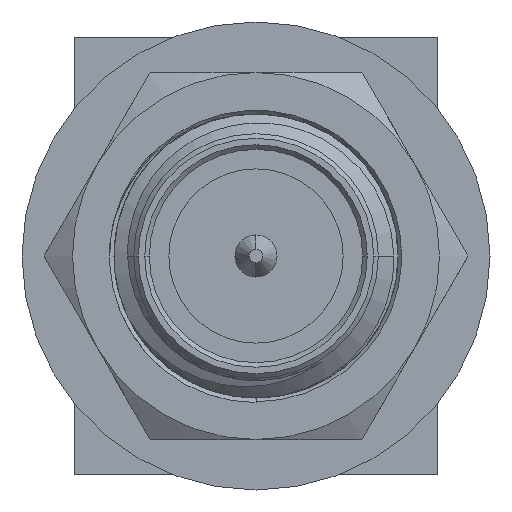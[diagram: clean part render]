
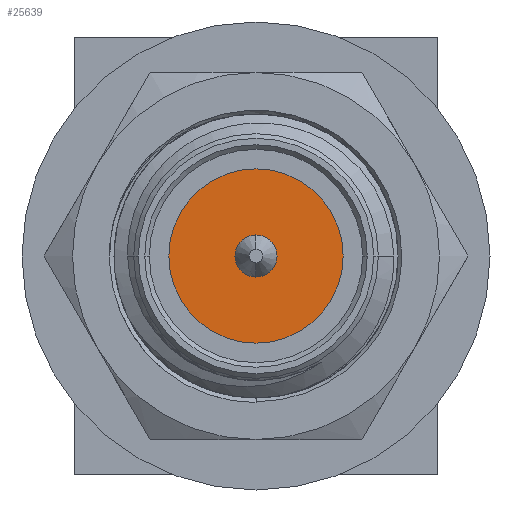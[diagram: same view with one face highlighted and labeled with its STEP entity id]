
A CAD part, left-side view. The second image highlights one B-rep face of the part: STEP entity #25639.
In plain terms, the highlighted planar face has unit normal (-1, 0, 0).
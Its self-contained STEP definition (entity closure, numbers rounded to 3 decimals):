
#25488 = CYLINDRICAL_SURFACE('',#25489,1.9);
#25489 = AXIS2_PLACEMENT_3D('',#25490,#25491,#25492);
#25490 = CARTESIAN_POINT('',(0.635,0.,0.));
#25491 = DIRECTION('',(-1.,0.,0.));
#25492 = DIRECTION('',(0.,1.,0.));
#25515 = CYLINDRICAL_SURFACE('',#25516,1.9);
#25516 = AXIS2_PLACEMENT_3D('',#25517,#25518,#25519);
#25517 = CARTESIAN_POINT('',(0.635,0.,0.));
#25518 = DIRECTION('',(-1.,0.,0.));
#25519 = DIRECTION('',(0.,1.,0.));
#25531 = VERTEX_POINT('',#25532);
#25532 = CARTESIAN_POINT('',(-10.67,1.9,0.));
#25555 = VERTEX_POINT('',#25556);
#25556 = CARTESIAN_POINT('',(-10.67,-1.9,0.));
#25577 = EDGE_CURVE('',#25555,#25531,#25578,.T.);
#25578 = SURFACE_CURVE('',#25579,(#25584,#25591),.PCURVE_S1.);
#25579 = CIRCLE('',#25580,1.9);
#25580 = AXIS2_PLACEMENT_3D('',#25581,#25582,#25583);
#25581 = CARTESIAN_POINT('',(-10.67,0.,0.));
#25582 = DIRECTION('',(-1.,0.,0.));
#25583 = DIRECTION('',(0.,-1.,0.));
#25584 = PCURVE('',#25488,#25585);
#25585 = DEFINITIONAL_REPRESENTATION('',(#25586),#25590);
#25586 = LINE('',#25587,#25588);
#25587 = CARTESIAN_POINT('',(3.142,11.305));
#25588 = VECTOR('',#25589,1.);
#25589 = DIRECTION('',(1.,0.));
#25590 = ( GEOMETRIC_REPRESENTATION_CONTEXT(2) 
PARAMETRIC_REPRESENTATION_CONTEXT() REPRESENTATION_CONTEXT('2D SPACE',''
  ) );
#25591 = PCURVE('',#25592,#25597);
#25592 = PLANE('',#25593);
#25593 = AXIS2_PLACEMENT_3D('',#25594,#25595,#25596);
#25594 = CARTESIAN_POINT('',(-10.67,0.,0.));
#25595 = DIRECTION('',(1.,0.,0.));
#25596 = DIRECTION('',(0.,-1.,0.));
#25597 = DEFINITIONAL_REPRESENTATION('',(#25598),#25606);
#25598 = ( BOUNDED_CURVE() B_SPLINE_CURVE(2,(#25599,#25600,#25601,#25602
    ,#25603,#25604,#25605),.UNSPECIFIED.,.T.,.F.) 
B_SPLINE_CURVE_WITH_KNOTS((1,2,2,2,2,1),(-2.094,0.,
    2.094,4.189,6.283,8.378),
.UNSPECIFIED.) CURVE() GEOMETRIC_REPRESENTATION_ITEM() 
RATIONAL_B_SPLINE_CURVE((1.,0.5,1.,0.5,1.,0.5,1.)) REPRESENTATION_ITEM(
  '') );
#25599 = CARTESIAN_POINT('',(1.9,0.));
#25600 = CARTESIAN_POINT('',(1.9,-3.291));
#25601 = CARTESIAN_POINT('',(-0.95,-1.645));
#25602 = CARTESIAN_POINT('',(-3.8,0.));
#25603 = CARTESIAN_POINT('',(-0.95,1.645));
#25604 = CARTESIAN_POINT('',(1.9,3.291));
#25605 = CARTESIAN_POINT('',(1.9,0.));
#25606 = ( GEOMETRIC_REPRESENTATION_CONTEXT(2) 
PARAMETRIC_REPRESENTATION_CONTEXT() REPRESENTATION_CONTEXT('2D SPACE',''
  ) );
#25612 = EDGE_CURVE('',#25531,#25555,#25613,.T.);
#25613 = SURFACE_CURVE('',#25614,(#25619,#25626),.PCURVE_S1.);
#25614 = CIRCLE('',#25615,1.9);
#25615 = AXIS2_PLACEMENT_3D('',#25616,#25617,#25618);
#25616 = CARTESIAN_POINT('',(-10.67,0.,0.));
#25617 = DIRECTION('',(-1.,0.,0.));
#25618 = DIRECTION('',(0.,1.,0.));
#25619 = PCURVE('',#25515,#25620);
#25620 = DEFINITIONAL_REPRESENTATION('',(#25621),#25625);
#25621 = LINE('',#25622,#25623);
#25622 = CARTESIAN_POINT('',(0.,11.305));
#25623 = VECTOR('',#25624,1.);
#25624 = DIRECTION('',(1.,0.));
#25625 = ( GEOMETRIC_REPRESENTATION_CONTEXT(2) 
PARAMETRIC_REPRESENTATION_CONTEXT() REPRESENTATION_CONTEXT('2D SPACE',''
  ) );
#25626 = PCURVE('',#25592,#25627);
#25627 = DEFINITIONAL_REPRESENTATION('',(#25628),#25636);
#25628 = ( BOUNDED_CURVE() B_SPLINE_CURVE(2,(#25629,#25630,#25631,#25632
    ,#25633,#25634,#25635),.UNSPECIFIED.,.T.,.F.) 
B_SPLINE_CURVE_WITH_KNOTS((1,2,2,2,2,1),(-2.094,0.,
    2.094,4.189,6.283,8.378),
.UNSPECIFIED.) CURVE() GEOMETRIC_REPRESENTATION_ITEM() 
RATIONAL_B_SPLINE_CURVE((1.,0.5,1.,0.5,1.,0.5,1.)) REPRESENTATION_ITEM(
  '') );
#25629 = CARTESIAN_POINT('',(-1.9,0.));
#25630 = CARTESIAN_POINT('',(-1.9,3.291));
#25631 = CARTESIAN_POINT('',(0.95,1.645));
#25632 = CARTESIAN_POINT('',(3.8,0.));
#25633 = CARTESIAN_POINT('',(0.95,-1.645));
#25634 = CARTESIAN_POINT('',(-1.9,-3.291));
#25635 = CARTESIAN_POINT('',(-1.9,0.));
#25636 = ( GEOMETRIC_REPRESENTATION_CONTEXT(2) 
PARAMETRIC_REPRESENTATION_CONTEXT() REPRESENTATION_CONTEXT('2D SPACE',''
  ) );
#25639 = ADVANCED_FACE('',(#25640,#25644),#25592,.F.);
#25640 = FACE_BOUND('',#25641,.F.);
#25641 = EDGE_LOOP('',(#25642,#25643));
#25642 = ORIENTED_EDGE('',*,*,#25612,.F.);
#25643 = ORIENTED_EDGE('',*,*,#25577,.F.);
#25644 = FACE_BOUND('',#25645,.F.);
#25645 = EDGE_LOOP('',(#25646,#25677));
#25646 = ORIENTED_EDGE('',*,*,#25647,.F.);
#25647 = EDGE_CURVE('',#25648,#25650,#25652,.T.);
#25648 = VERTEX_POINT('',#25649);
#25649 = CARTESIAN_POINT('',(-10.67,0.,-0.46));
#25650 = VERTEX_POINT('',#25651);
#25651 = CARTESIAN_POINT('',(-10.67,0.,0.46));
#25652 = SURFACE_CURVE('',#25653,(#25658,#25665),.PCURVE_S1.);
#25653 = CIRCLE('',#25654,0.46);
#25654 = AXIS2_PLACEMENT_3D('',#25655,#25656,#25657);
#25655 = CARTESIAN_POINT('',(-10.67,0.,0.));
#25656 = DIRECTION('',(1.,0.,0.));
#25657 = DIRECTION('',(0.,0.,-1.));
#25658 = PCURVE('',#25592,#25659);
#25659 = DEFINITIONAL_REPRESENTATION('',(#25660),#25664);
#25660 = CIRCLE('',#25661,0.46);
#25661 = AXIS2_PLACEMENT_2D('',#25662,#25663);
#25662 = CARTESIAN_POINT('',(0.,0.));
#25663 = DIRECTION('',(0.,1.));
#25664 = ( GEOMETRIC_REPRESENTATION_CONTEXT(2) 
PARAMETRIC_REPRESENTATION_CONTEXT() REPRESENTATION_CONTEXT('2D SPACE',''
  ) );
#25665 = PCURVE('',#25666,#25671);
#25666 = CYLINDRICAL_SURFACE('',#25667,0.46);
#25667 = AXIS2_PLACEMENT_3D('',#25668,#25669,#25670);
#25668 = CARTESIAN_POINT('',(-13.835,0.,0.));
#25669 = DIRECTION('',(1.,0.,0.));
#25670 = DIRECTION('',(0.,0.,1.));
#25671 = DEFINITIONAL_REPRESENTATION('',(#25672),#25676);
#25672 = LINE('',#25673,#25674);
#25673 = CARTESIAN_POINT('',(3.142,3.165));
#25674 = VECTOR('',#25675,1.);
#25675 = DIRECTION('',(1.,0.));
#25676 = ( GEOMETRIC_REPRESENTATION_CONTEXT(2) 
PARAMETRIC_REPRESENTATION_CONTEXT() REPRESENTATION_CONTEXT('2D SPACE',''
  ) );
#25677 = ORIENTED_EDGE('',*,*,#25678,.F.);
#25678 = EDGE_CURVE('',#25650,#25648,#25679,.T.);
#25679 = SURFACE_CURVE('',#25680,(#25685,#25692),.PCURVE_S1.);
#25680 = CIRCLE('',#25681,0.46);
#25681 = AXIS2_PLACEMENT_3D('',#25682,#25683,#25684);
#25682 = CARTESIAN_POINT('',(-10.67,0.,0.));
#25683 = DIRECTION('',(1.,0.,-0.));
#25684 = DIRECTION('',(0.,0.,1.));
#25685 = PCURVE('',#25592,#25686);
#25686 = DEFINITIONAL_REPRESENTATION('',(#25687),#25691);
#25687 = CIRCLE('',#25688,0.46);
#25688 = AXIS2_PLACEMENT_2D('',#25689,#25690);
#25689 = CARTESIAN_POINT('',(0.,0.));
#25690 = DIRECTION('',(0.,-1.));
#25691 = ( GEOMETRIC_REPRESENTATION_CONTEXT(2) 
PARAMETRIC_REPRESENTATION_CONTEXT() REPRESENTATION_CONTEXT('2D SPACE',''
  ) );
#25692 = PCURVE('',#25693,#25698);
#25693 = CYLINDRICAL_SURFACE('',#25694,0.46);
#25694 = AXIS2_PLACEMENT_3D('',#25695,#25696,#25697);
#25695 = CARTESIAN_POINT('',(-13.835,0.,0.));
#25696 = DIRECTION('',(1.,0.,0.));
#25697 = DIRECTION('',(0.,0.,1.));
#25698 = DEFINITIONAL_REPRESENTATION('',(#25699),#25703);
#25699 = LINE('',#25700,#25701);
#25700 = CARTESIAN_POINT('',(0.,3.165));
#25701 = VECTOR('',#25702,1.);
#25702 = DIRECTION('',(1.,0.));
#25703 = ( GEOMETRIC_REPRESENTATION_CONTEXT(2) 
PARAMETRIC_REPRESENTATION_CONTEXT() REPRESENTATION_CONTEXT('2D SPACE',''
  ) );
